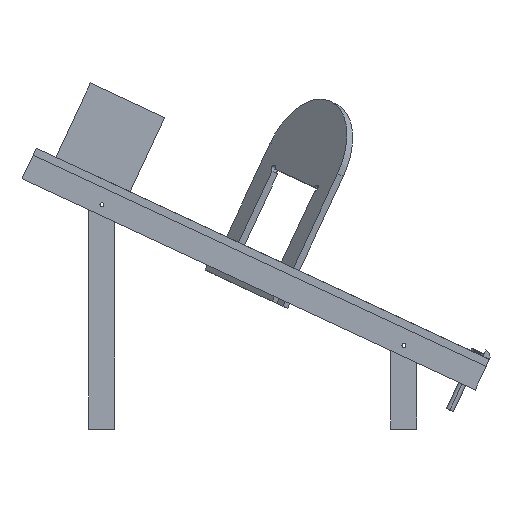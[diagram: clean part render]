
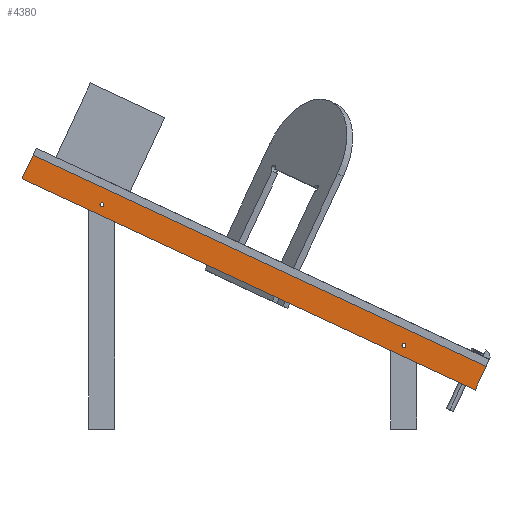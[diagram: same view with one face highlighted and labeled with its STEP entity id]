
A CAD part, front view. The second image highlights one B-rep face of the part: STEP entity #4380.
In plain terms, the highlighted planar face has unit normal (0, -1, 0).
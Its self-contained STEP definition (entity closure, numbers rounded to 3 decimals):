
#4218=CARTESIAN_POINT('Vertex',(-389.188,-1219.2,547.25)) ;
#4221=CARTESIAN_POINT('Axis2P3D Location',(-384.425,-1219.2,547.25)) ;
#4225=CARTESIAN_POINT('Vertex',(-379.663,-1219.2,547.25)) ;
#4314=CARTESIAN_POINT('Axis2P3D Location',(552.485,-1219.2,152.4)) ;
#4319=CARTESIAN_POINT('Line Origine',(539.067,-1219.2,123.625)) ;
#4323=CARTESIAN_POINT('Vertex',(552.485,-1219.2,152.4)) ;
#4325=CARTESIAN_POINT('Vertex',(525.649,-1219.2,94.849)) ;
#4328=CARTESIAN_POINT('Line Origine',(0.,-1219.2,410.028)) ;
#4332=CARTESIAN_POINT('Vertex',(-552.485,-1219.2,667.656)) ;
#4335=CARTESIAN_POINT('Line Origine',(-565.903,-1219.2,638.881)) ;
#4339=CARTESIAN_POINT('Vertex',(-579.321,-1219.2,610.106)) ;
#4342=CARTESIAN_POINT('Line Origine',(-26.836,-1219.2,352.478)) ;
#4353=CARTESIAN_POINT('Axis2P3D Location',(-384.425,-1219.2,547.25)) ;
#4362=CARTESIAN_POINT('Axis2P3D Location',(352.222,-1219.2,203.746)) ;
#4366=CARTESIAN_POINT('Vertex',(356.984,-1219.2,203.746)) ;
#4368=CARTESIAN_POINT('Vertex',(347.459,-1219.2,203.746)) ;
#4371=CARTESIAN_POINT('Axis2P3D Location',(352.222,-1219.2,203.746)) ;
#4222=DIRECTION('Axis2P3D Direction',(0.,1.,-0.)) ;
#4315=DIRECTION('Axis2P3D Direction',(-0.,-1.,0.)) ;
#4316=DIRECTION('Axis2P3D XDirection',(-0.906,0.,0.423)) ;
#4320=DIRECTION('Vector Direction',(-0.423,0.,-0.906)) ;
#4329=DIRECTION('Vector Direction',(-0.906,0.,0.423)) ;
#4336=DIRECTION('Vector Direction',(-0.423,0.,-0.906)) ;
#4343=DIRECTION('Vector Direction',(-0.906,0.,0.423)) ;
#4354=DIRECTION('Axis2P3D Direction',(-0.,-1.,0.)) ;
#4363=DIRECTION('Axis2P3D Direction',(-0.,-1.,0.)) ;
#4372=DIRECTION('Axis2P3D Direction',(-0.,-1.,0.)) ;
#4223=AXIS2_PLACEMENT_3D('Circle Axis2P3D',#4221,#4222,$) ;
#4317=AXIS2_PLACEMENT_3D('Plane Axis2P3D',#4314,#4315,#4316) ;
#4355=AXIS2_PLACEMENT_3D('Circle Axis2P3D',#4353,#4354,$) ;
#4364=AXIS2_PLACEMENT_3D('Circle Axis2P3D',#4362,#4363,$) ;
#4373=AXIS2_PLACEMENT_3D('Circle Axis2P3D',#4371,#4372,$) ;
#4348=ORIENTED_EDGE('',*,*,#4327,.F.) ;
#4349=ORIENTED_EDGE('',*,*,#4334,.T.) ;
#4350=ORIENTED_EDGE('',*,*,#4341,.T.) ;
#4351=ORIENTED_EDGE('',*,*,#4346,.F.) ;
#4359=ORIENTED_EDGE('',*,*,#4357,.F.) ;
#4360=ORIENTED_EDGE('',*,*,#4227,.F.) ;
#4377=ORIENTED_EDGE('',*,*,#4370,.F.) ;
#4378=ORIENTED_EDGE('',*,*,#4375,.F.) ;
#4361=FACE_BOUND('',#4358,.T.) ;
#4379=FACE_BOUND('',#4376,.T.) ;
#4321=VECTOR('Line Direction',#4320,1.) ;
#4330=VECTOR('Line Direction',#4329,1.) ;
#4337=VECTOR('Line Direction',#4336,1.) ;
#4344=VECTOR('Line Direction',#4343,1.) ;
#4380=ADVANCED_FACE('Support de pattes',(#4352,#4361,#4379),#4318,.T.) ;
#4224=CIRCLE('generated circle',#4223,4.763) ;
#4356=CIRCLE('generated circle',#4355,4.763) ;
#4365=CIRCLE('generated circle',#4364,4.763) ;
#4374=CIRCLE('generated circle',#4373,4.763) ;
#4227=EDGE_CURVE('',#4219,#4226,#4224,.F.) ;
#4327=EDGE_CURVE('',#4324,#4326,#4322,.T.) ;
#4334=EDGE_CURVE('',#4324,#4333,#4331,.T.) ;
#4341=EDGE_CURVE('',#4333,#4340,#4338,.T.) ;
#4346=EDGE_CURVE('',#4326,#4340,#4345,.T.) ;
#4357=EDGE_CURVE('',#4226,#4219,#4356,.T.) ;
#4370=EDGE_CURVE('',#4367,#4369,#4365,.T.) ;
#4375=EDGE_CURVE('',#4369,#4367,#4374,.T.) ;
#4347=EDGE_LOOP('',(#4348,#4349,#4350,#4351)) ;
#4358=EDGE_LOOP('',(#4359,#4360)) ;
#4376=EDGE_LOOP('',(#4377,#4378)) ;
#4352=FACE_OUTER_BOUND('',#4347,.T.) ;
#4322=LINE('Line',#4319,#4321) ;
#4331=LINE('Line',#4328,#4330) ;
#4338=LINE('Line',#4335,#4337) ;
#4345=LINE('Line',#4342,#4344) ;
#4318=PLANE('Plane',#4317) ;
#4219=VERTEX_POINT('',#4218) ;
#4226=VERTEX_POINT('',#4225) ;
#4324=VERTEX_POINT('',#4323) ;
#4326=VERTEX_POINT('',#4325) ;
#4333=VERTEX_POINT('',#4332) ;
#4340=VERTEX_POINT('',#4339) ;
#4367=VERTEX_POINT('',#4366) ;
#4369=VERTEX_POINT('',#4368) ;
